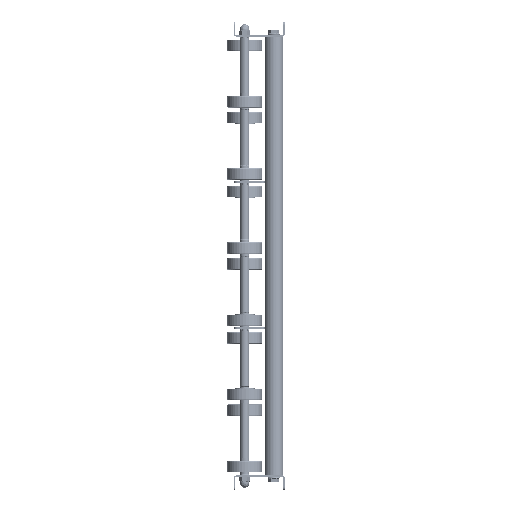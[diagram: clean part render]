
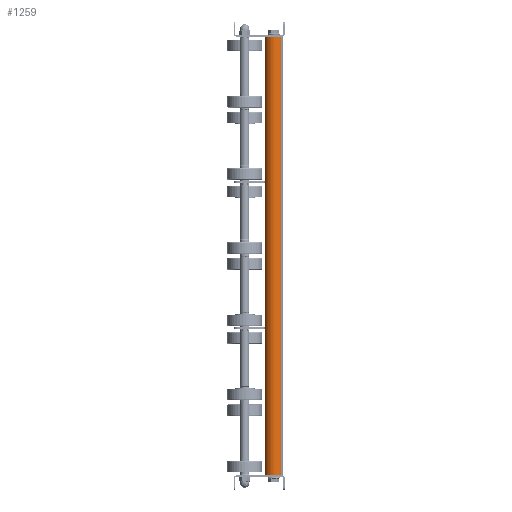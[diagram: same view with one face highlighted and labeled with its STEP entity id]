
A CAD part, left-side view. The second image highlights one B-rep face of the part: STEP entity #1259.
In plain terms, the highlighted cylindrical face has radius 12.5 mm (diameter 25 mm), a partial arc.
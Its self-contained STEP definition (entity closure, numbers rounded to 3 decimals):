
#1259 = ADVANCED_FACE ( 'NONE', ( #17014 ), #29541, .T. ) ;
#1265 = ORIENTED_EDGE ( 'NONE', *, *, #49150, .T. ) ;
#1565 = ORIENTED_EDGE ( 'NONE', *, *, #49637, .T. ) ;
#4539 = DIRECTION ( 'NONE',  ( -1., 0., 0. ) ) ;
#4568 = DIRECTION ( 'NONE',  ( 1., 0., 0. ) ) ;
#5448 = VERTEX_POINT ( 'NONE', #35235 ) ;
#5554 = LINE ( 'NONE', #17016, #25301 ) ;
#6576 = AXIS2_PLACEMENT_3D ( 'NONE', #29284, #4539, #16760 ) ;
#10730 = ORIENTED_EDGE ( 'NONE', *, *, #14441, .T. ) ;
#13756 = CARTESIAN_POINT ( 'NONE',  ( 599., 0., -12.5 ) ) ;
#14441 = EDGE_CURVE ( 'NONE', #50748, #46335, #18984, .T. ) ;
#15471 = CARTESIAN_POINT ( 'NONE',  ( 599., 0., 0. ) ) ;
#15671 = AXIS2_PLACEMENT_3D ( 'NONE', #15471, #39994, #20139 ) ;
#16187 = CIRCLE ( 'NONE', #49535, 12.5 ) ;
#16760 = DIRECTION ( 'NONE',  ( 0., 0., 1. ) ) ;
#17014 = FACE_OUTER_BOUND ( 'NONE', #31500, .T. ) ;
#17016 = CARTESIAN_POINT ( 'NONE',  ( 600., 0., -12.5 ) ) ;
#18984 = CIRCLE ( 'NONE', #15671, 12.5 ) ;
#19229 = ORIENTED_EDGE ( 'NONE', *, *, #25687, .F. ) ;
#20139 = DIRECTION ( 'NONE',  ( 0., 0., -1. ) ) ;
#20435 = DIRECTION ( 'NONE',  ( 0., 0., -1. ) ) ;
#21660 = DIRECTION ( 'NONE',  ( -1., 0., 0. ) ) ;
#25301 = VECTOR ( 'NONE', #32954, 1000. ) ;
#25687 = EDGE_CURVE ( 'NONE', #50748, #5448, #5554, .T. ) ;
#29284 = CARTESIAN_POINT ( 'NONE',  ( 600., 0., 0. ) ) ;
#29541 = CYLINDRICAL_SURFACE ( 'NONE', #6576, 12.5 ) ;
#30763 = VERTEX_POINT ( 'NONE', #46350 ) ;
#31500 = EDGE_LOOP ( 'NONE', ( #19229, #10730, #1565, #1265 ) ) ;
#32954 = DIRECTION ( 'NONE',  ( -1., 0., 0. ) ) ;
#35235 = CARTESIAN_POINT ( 'NONE',  ( 1., 0., -12.5 ) ) ;
#38508 = CARTESIAN_POINT ( 'NONE',  ( 599., 0., 12.5 ) ) ;
#39994 = DIRECTION ( 'NONE',  ( -1., 0., 0. ) ) ;
#44209 = CARTESIAN_POINT ( 'NONE',  ( 1., 0., 0. ) ) ;
#45172 = CARTESIAN_POINT ( 'NONE',  ( 600., 0., 12.5 ) ) ;
#46335 = VERTEX_POINT ( 'NONE', #38508 ) ;
#46350 = CARTESIAN_POINT ( 'NONE',  ( 1., 0., 12.5 ) ) ;
#49150 = EDGE_CURVE ( 'NONE', #30763, #5448, #16187, .T. ) ;
#49348 = LINE ( 'NONE', #45172, #50406 ) ;
#49535 = AXIS2_PLACEMENT_3D ( 'NONE', #44209, #4568, #20435 ) ;
#49637 = EDGE_CURVE ( 'NONE', #46335, #30763, #49348, .T. ) ;
#50406 = VECTOR ( 'NONE', #21660, 1000. ) ;
#50748 = VERTEX_POINT ( 'NONE', #13756 ) ;
